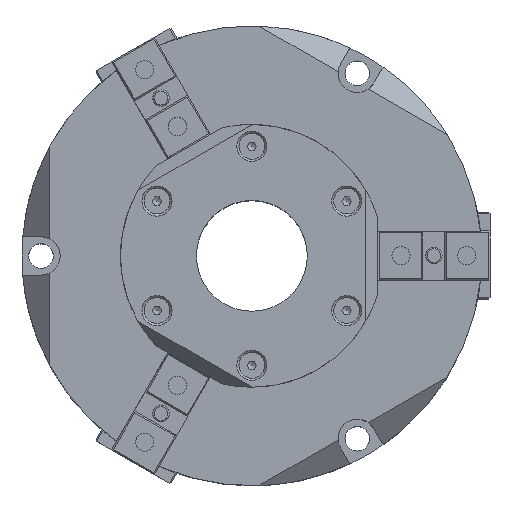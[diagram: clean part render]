
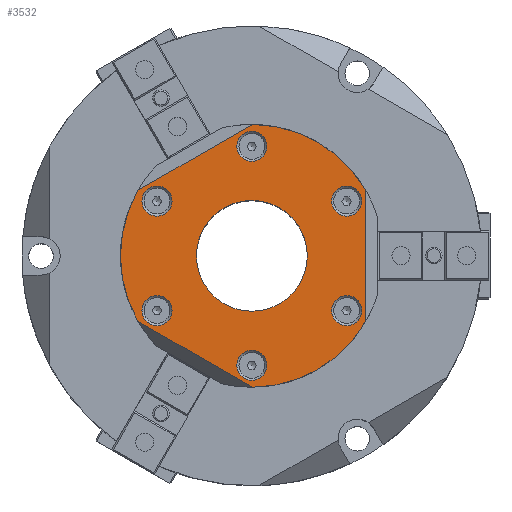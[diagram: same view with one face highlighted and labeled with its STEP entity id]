
A CAD part, top view. The second image highlights one B-rep face of the part: STEP entity #3532.
In plain terms, the highlighted planar face has unit normal (0, 0, 1).
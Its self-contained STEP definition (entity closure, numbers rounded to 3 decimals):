
#279=LINE('',#5994,#558);
#281=LINE('',#6002,#560);
#282=LINE('',#6006,#561);
#558=VECTOR('',#4902,10.);
#560=VECTOR('',#4910,10.);
#561=VECTOR('',#4913,10.);
#752=PLANE('',#4049);
#895=FACE_BOUND('',#1334,.T.);
#896=FACE_BOUND('',#1335,.T.);
#897=FACE_BOUND('',#1336,.T.);
#898=FACE_BOUND('',#1337,.T.);
#899=FACE_BOUND('',#1338,.T.);
#900=FACE_BOUND('',#1339,.T.);
#901=FACE_BOUND('',#1340,.T.);
#1063=FACE_OUTER_BOUND('',#1333,.T.);
#1333=EDGE_LOOP('',(#3019,#3020,#3021,#3022,#3023,#3024));
#1334=EDGE_LOOP('',(#3025));
#1335=EDGE_LOOP('',(#3026));
#1336=EDGE_LOOP('',(#3027));
#1337=EDGE_LOOP('',(#3028));
#1338=EDGE_LOOP('',(#3029));
#1339=EDGE_LOOP('',(#3030));
#1340=EDGE_LOOP('',(#3031));
#1565=CIRCLE('',#4017,5.5);
#1568=CIRCLE('',#4022,5.5);
#1571=CIRCLE('',#4027,5.5);
#1574=CIRCLE('',#4032,5.5);
#1577=CIRCLE('',#4037,5.5);
#1580=CIRCLE('',#4042,5.5);
#1583=CIRCLE('',#4050,48.);
#1584=CIRCLE('',#4051,48.);
#1585=CIRCLE('',#4052,48.);
#1586=CIRCLE('',#4053,20.25);
#1818=VERTEX_POINT('',#5942);
#1821=VERTEX_POINT('',#5950);
#1824=VERTEX_POINT('',#5958);
#1827=VERTEX_POINT('',#5966);
#1830=VERTEX_POINT('',#5974);
#1833=VERTEX_POINT('',#5982);
#1837=VERTEX_POINT('',#5991);
#1838=VERTEX_POINT('',#5993);
#1840=VERTEX_POINT('',#5999);
#1841=VERTEX_POINT('',#6001);
#1842=VERTEX_POINT('',#6003);
#1843=VERTEX_POINT('',#6005);
#1844=VERTEX_POINT('',#6008);
#2235=EDGE_CURVE('',#1818,#1818,#1565,.T.);
#2238=EDGE_CURVE('',#1821,#1821,#1568,.T.);
#2241=EDGE_CURVE('',#1824,#1824,#1571,.T.);
#2244=EDGE_CURVE('',#1827,#1827,#1574,.T.);
#2247=EDGE_CURVE('',#1830,#1830,#1577,.T.);
#2250=EDGE_CURVE('',#1833,#1833,#1580,.T.);
#2254=EDGE_CURVE('',#1837,#1838,#279,.T.);
#2257=EDGE_CURVE('',#1837,#1840,#1583,.T.);
#2258=EDGE_CURVE('',#1841,#1840,#281,.T.);
#2259=EDGE_CURVE('',#1841,#1842,#1584,.T.);
#2260=EDGE_CURVE('',#1843,#1842,#282,.T.);
#2261=EDGE_CURVE('',#1843,#1838,#1585,.T.);
#2262=EDGE_CURVE('',#1844,#1844,#1586,.T.);
#3019=ORIENTED_EDGE('',*,*,#2254,.F.);
#3020=ORIENTED_EDGE('',*,*,#2257,.T.);
#3021=ORIENTED_EDGE('',*,*,#2258,.F.);
#3022=ORIENTED_EDGE('',*,*,#2259,.T.);
#3023=ORIENTED_EDGE('',*,*,#2260,.F.);
#3024=ORIENTED_EDGE('',*,*,#2261,.T.);
#3025=ORIENTED_EDGE('',*,*,#2235,.T.);
#3026=ORIENTED_EDGE('',*,*,#2238,.T.);
#3027=ORIENTED_EDGE('',*,*,#2241,.T.);
#3028=ORIENTED_EDGE('',*,*,#2244,.T.);
#3029=ORIENTED_EDGE('',*,*,#2247,.T.);
#3030=ORIENTED_EDGE('',*,*,#2250,.T.);
#3031=ORIENTED_EDGE('',*,*,#2262,.T.);
#3532=ADVANCED_FACE('',(#1063,#895,#896,#897,#898,#899,#900,#901),#752,
 .T.);
#4017=AXIS2_PLACEMENT_3D('',#5943,#4840,#4841);
#4022=AXIS2_PLACEMENT_3D('',#5951,#4850,#4851);
#4027=AXIS2_PLACEMENT_3D('',#5959,#4860,#4861);
#4032=AXIS2_PLACEMENT_3D('',#5967,#4870,#4871);
#4037=AXIS2_PLACEMENT_3D('',#5975,#4880,#4881);
#4042=AXIS2_PLACEMENT_3D('',#5983,#4890,#4891);
#4049=AXIS2_PLACEMENT_3D('',#5998,#4906,#4907);
#4050=AXIS2_PLACEMENT_3D('',#6000,#4908,#4909);
#4051=AXIS2_PLACEMENT_3D('',#6004,#4911,#4912);
#4052=AXIS2_PLACEMENT_3D('',#6007,#4914,#4915);
#4053=AXIS2_PLACEMENT_3D('',#6009,#4916,#4917);
#4840=DIRECTION('center_axis',(0.,0.,-1.));
#4841=DIRECTION('ref_axis',(1.,0.,0.));
#4850=DIRECTION('center_axis',(0.,0.,-1.));
#4851=DIRECTION('ref_axis',(1.,0.,0.));
#4860=DIRECTION('center_axis',(0.,0.,-1.));
#4861=DIRECTION('ref_axis',(1.,0.,0.));
#4870=DIRECTION('center_axis',(0.,0.,-1.));
#4871=DIRECTION('ref_axis',(1.,0.,0.));
#4880=DIRECTION('center_axis',(0.,0.,-1.));
#4881=DIRECTION('ref_axis',(1.,0.,0.));
#4890=DIRECTION('center_axis',(0.,0.,-1.));
#4891=DIRECTION('ref_axis',(1.,0.,0.));
#4902=DIRECTION('',(-0.866,0.5,0.));
#4906=DIRECTION('center_axis',(0.,0.,1.));
#4907=DIRECTION('ref_axis',(1.,0.,0.));
#4908=DIRECTION('center_axis',(0.,0.,1.));
#4909=DIRECTION('ref_axis',(0.232,0.973,0.));
#4910=DIRECTION('',(0.,-1.,0.));
#4911=DIRECTION('center_axis',(0.,0.,1.));
#4912=DIRECTION('ref_axis',(-0.958,-0.286,0.));
#4913=DIRECTION('',(0.866,0.5,0.));
#4914=DIRECTION('center_axis',(0.,0.,1.));
#4915=DIRECTION('ref_axis',(0.727,-0.687,0.));
#4916=DIRECTION('center_axis',(0.,0.,-1.));
#4917=DIRECTION('ref_axis',(-1.,0.,0.));
#5942=CARTESIAN_POINT('',(40.15,-20.,5.));
#5943=CARTESIAN_POINT('Origin',(34.65,-20.,5.));
#5950=CARTESIAN_POINT('',(-29.15,20.,5.));
#5951=CARTESIAN_POINT('Origin',(-34.65,20.,5.));
#5958=CARTESIAN_POINT('',(5.5,40.,5.));
#5959=CARTESIAN_POINT('Origin',(0.,40.,5.));
#5966=CARTESIAN_POINT('',(5.5,-40.,5.));
#5967=CARTESIAN_POINT('Origin',(0.,-40.,5.));
#5974=CARTESIAN_POINT('',(40.15,20.,5.));
#5975=CARTESIAN_POINT('Origin',(34.65,20.,5.));
#5982=CARTESIAN_POINT('',(-29.15,-20.,5.));
#5983=CARTESIAN_POINT('Origin',(-34.65,-20.,5.));
#5991=CARTESIAN_POINT('',(0.138,-48.,5.));
#5993=CARTESIAN_POINT('',(-41.638,-23.88,5.));
#5994=CARTESIAN_POINT('',(-26.687,-32.512,5.));
#5998=CARTESIAN_POINT('Origin',(0.,0.,
5.));
#5999=CARTESIAN_POINT('',(41.5,-24.119,5.));
#6000=CARTESIAN_POINT('Origin',(0.,0.,5.));
#6001=CARTESIAN_POINT('',(41.5,24.119,5.));
#6002=CARTESIAN_POINT('',(41.5,-6.856,5.));
#6003=CARTESIAN_POINT('',(0.138,48.,5.));
#6004=CARTESIAN_POINT('Origin',(0.,0.,5.));
#6005=CARTESIAN_POINT('',(-41.638,23.88,5.));
#6006=CARTESIAN_POINT('',(-14.813,39.368,5.));
#6007=CARTESIAN_POINT('Origin',(0.,0.,5.));
#6008=CARTESIAN_POINT('',(20.25,0.,5.));
#6009=CARTESIAN_POINT('Origin',(0.,0.,5.));
